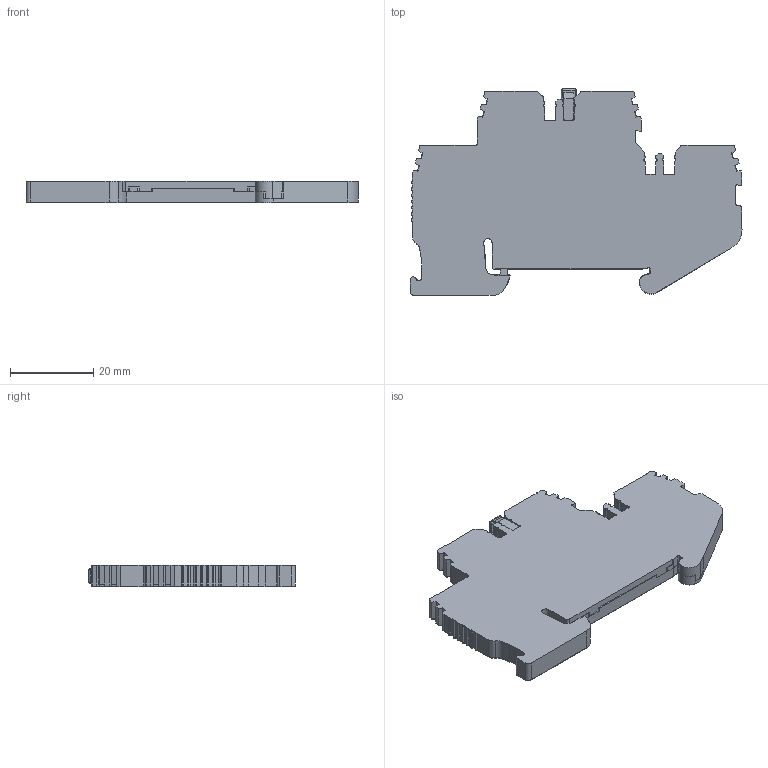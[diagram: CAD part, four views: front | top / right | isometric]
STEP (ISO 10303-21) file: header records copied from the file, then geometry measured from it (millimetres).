
FILE_DESCRIPTION (( 'STEP AP214' ), '1' );
FILE_NAME ('337070_CTP 2.5_2T.STP', '2017-10-04T07:16:26', ( '' ), ( '' ), 'SwSTEP 2.0', 'SolidWorks 2017', '' );
FILE_SCHEMA (( 'AUTOMOTIVE_DESIGN' ));
Length unit declared in the file: millimetre
Products named in the file (1): 337070_CTP 2.5_2T
Bounding box: 79.79 x 49.68 x 5.15 mm (x, y, z)
Volume: 14722.8 mm3; surface area: 7622.5 mm2
Topology: 1 solids, 2 shells, 922 faces, 2732 edges, 1813 vertices
Faces by surface type: plane 533, cylinder 383, bspline 4, cone 2
Entity records: 33261 total; most frequent: CARTESIAN_POINT 8383, ORIENTED_EDGE 5456, DIRECTION 4360, EDGE_CURVE 2728, VERTEX_POINT 1813, LINE 1704, VECTOR 1704, AXIS2_PLACEMENT_3D 1328
